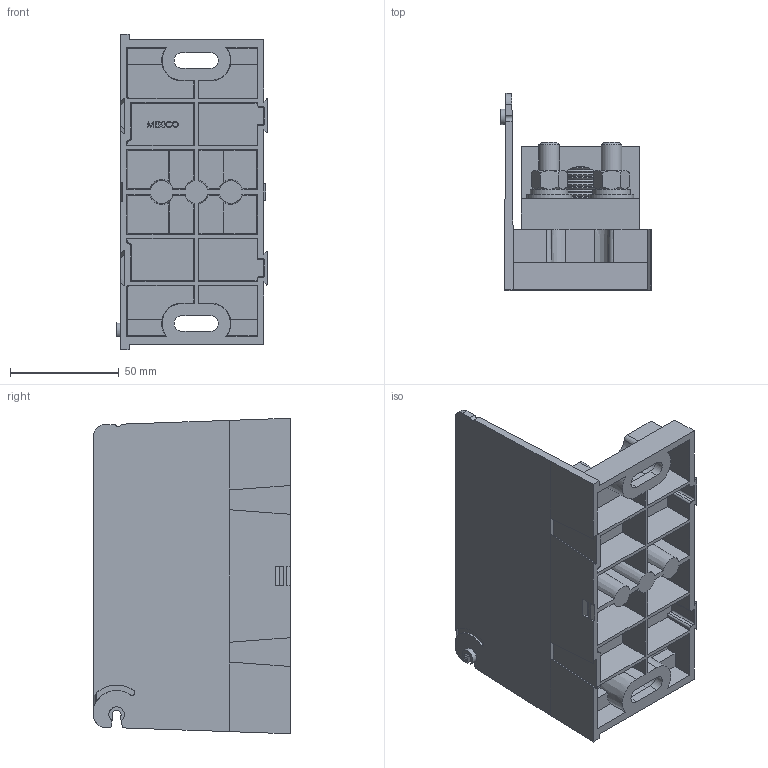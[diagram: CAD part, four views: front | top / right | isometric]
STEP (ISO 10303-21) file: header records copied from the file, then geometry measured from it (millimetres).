
FILE_DESCRIPTION (( 'STEP AP214' ), '1' );
FILE_NAME ('701921rev-ADDER.STEP', '2019-05-07T14:35:41', ( '' ), ( '' ), 'SwSTEP 2.0', 'SolidWorks 2017', '' );
FILE_SCHEMA (( 'AUTOMOTIVE_DESIGN' ));
Length unit declared in the file: inch
Products named in the file (2): 701921rev-ADDER
Bounding box: 69.22 x 90.17 x 144.78 mm (x, y, z)
Volume: 217037.5 mm3; surface area: 109874.5 mm2
Topology: 13 solids, 13 shells, 551 faces, 1377 edges, 888 vertices
Faces by surface type: plane 313, cone 107, cylinder 99, bspline 25, torus 6, sphere 1
Full cylindrical faces by diameter (mm): 4.928 x1, 6.909 x2, 9.525 x4, 9.576 x4, 10.312 x2, 10.795 x2, 12.7 x2, 14.097 x2, 17.78 x2, 19.05 x1, 20.625 x2, 22.225 x1
Entity records: 28197 total; most frequent: CARTESIAN_POINT 8612, ORIENTED_EDGE 2566, DIRECTION 2321, EDGE_CURVE 1283, VERTEX_POINT 871, LINE 791, VECTOR 791, AXIS2_PLACEMENT_3D 765
